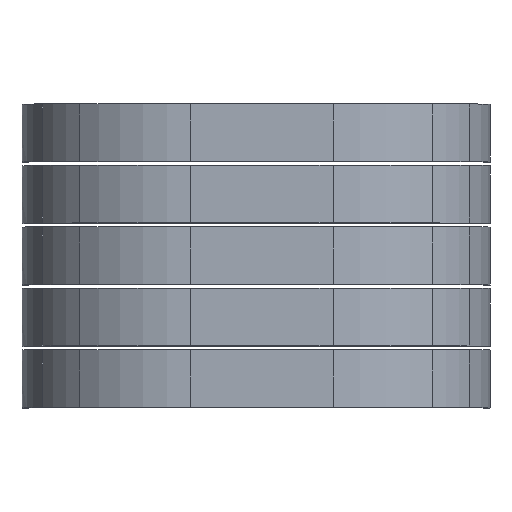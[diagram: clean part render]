
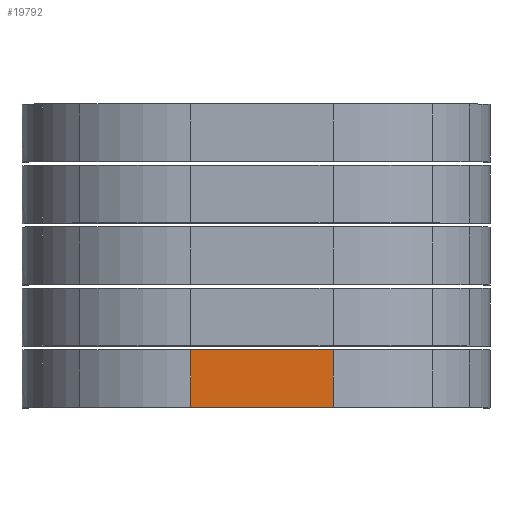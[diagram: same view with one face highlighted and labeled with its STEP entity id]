
A CAD part, top view. The second image highlights one B-rep face of the part: STEP entity #19792.
In plain terms, the highlighted planar face has unit normal (0, 0, 1).
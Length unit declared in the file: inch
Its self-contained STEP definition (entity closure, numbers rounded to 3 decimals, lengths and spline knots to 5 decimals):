
#770 = VECTOR ( 'NONE', #6719, 39.37008 ) ;
#1083 = VECTOR ( 'NONE', #11319, 39.37008 ) ;
#1519 = VECTOR ( 'NONE', #6758, 39.37008 ) ;
#1655 = EDGE_CURVE ( 'NONE', #29729, #19337, #30581, .T. ) ;
#3717 = CARTESIAN_POINT ( 'NONE',  ( -0.84869, 0.75, 6.29755 ) ) ;
#4100 = ORIENTED_EDGE ( 'NONE', *, *, #1655, .F. ) ;
#4139 = VERTEX_POINT ( 'NONE', #25011 ) ;
#4668 = CARTESIAN_POINT ( 'NONE',  ( 1.00189, 0.75, 6.29755 ) ) ;
#5368 = DIRECTION ( 'NONE',  ( -1., 0., 0. ) ) ;
#6028 = VECTOR ( 'NONE', #26375, 39.37008 ) ;
#6719 = DIRECTION ( 'NONE',  ( 1., 0., 0. ) ) ;
#6758 = DIRECTION ( 'NONE',  ( 1., 0., 0. ) ) ;
#7529 = LINE ( 'NONE', #4668, #1083 ) ;
#7853 = DIRECTION ( 'NONE',  ( 0., 0., -1. ) ) ;
#8229 = FACE_OUTER_BOUND ( 'NONE', #25278, .T. ) ;
#9056 = CARTESIAN_POINT ( 'NONE',  ( 1.00189, 0., 6.29755 ) ) ;
#11319 = DIRECTION ( 'NONE',  ( 0., -1., 0. ) ) ;
#11463 = ORIENTED_EDGE ( 'NONE', *, *, #22780, .T. ) ;
#14344 = CARTESIAN_POINT ( 'NONE',  ( -0.84759, 0.75, 6.29755 ) ) ;
#15967 = CARTESIAN_POINT ( 'NONE',  ( -0.84759, 0.75, 6.29755 ) ) ;
#19337 = VERTEX_POINT ( 'NONE', #26610 ) ;
#19792 = ADVANCED_FACE ( 'NONE', ( #8229 ), #19847, .F. ) ;
#19847 = PLANE ( 'NONE',  #22627 ) ;
#21193 = CARTESIAN_POINT ( 'NONE',  ( -0.84869, 0., 6.29755 ) ) ;
#22156 = EDGE_CURVE ( 'NONE', #4139, #33767, #29797, .T. ) ;
#22627 = AXIS2_PLACEMENT_3D ( 'NONE', #25389, #7853, #5368 ) ;
#22780 = EDGE_CURVE ( 'NONE', #29729, #4139, #29432, .T. ) ;
#25011 = CARTESIAN_POINT ( 'NONE',  ( -0.84759, 0., 6.29755 ) ) ;
#25278 = EDGE_LOOP ( 'NONE', ( #33372, #29323, #4100, #11463 ) ) ;
#25389 = CARTESIAN_POINT ( 'NONE',  ( -0.84869, 0.75, 6.29755 ) ) ;
#26375 = DIRECTION ( 'NONE',  ( 0., -1., 0. ) ) ;
#26610 = CARTESIAN_POINT ( 'NONE',  ( 1.00189, 0.75, 6.29755 ) ) ;
#28625 = EDGE_CURVE ( 'NONE', #19337, #33767, #7529, .T. ) ;
#29323 = ORIENTED_EDGE ( 'NONE', *, *, #28625, .F. ) ;
#29432 = LINE ( 'NONE', #14344, #6028 ) ;
#29729 = VERTEX_POINT ( 'NONE', #15967 ) ;
#29797 = LINE ( 'NONE', #21193, #770 ) ;
#30581 = LINE ( 'NONE', #3717, #1519 ) ;
#33372 = ORIENTED_EDGE ( 'NONE', *, *, #22156, .T. ) ;
#33767 = VERTEX_POINT ( 'NONE', #9056 ) ;
